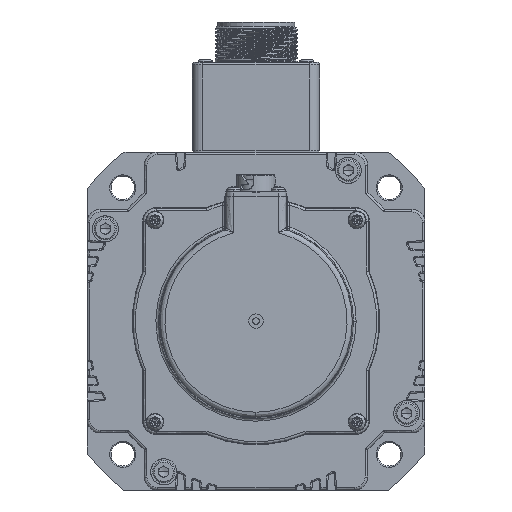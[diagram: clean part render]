
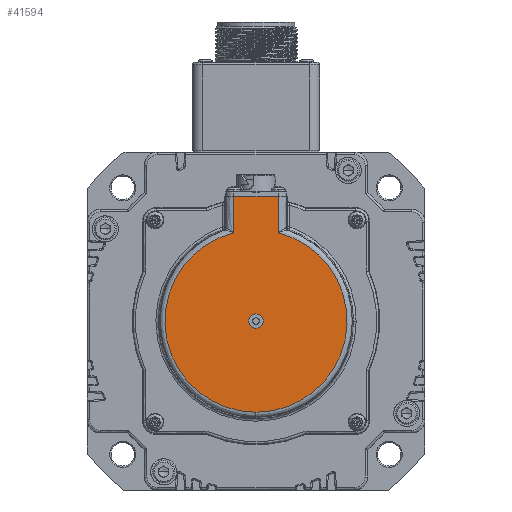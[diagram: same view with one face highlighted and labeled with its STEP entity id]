
A CAD part, front view. The second image highlights one B-rep face of the part: STEP entity #41594.
In plain terms, the highlighted planar face has unit normal (0, -1, 0).
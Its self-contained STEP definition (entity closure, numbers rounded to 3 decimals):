
#40535=CARTESIAN_POINT('',(8.617,-53.5,-31.02));
#40536=VERTEX_POINT('',#40535);
#40614=CARTESIAN_POINT('',(0.,-53.5,-100.056));
#40615=VERTEX_POINT('',#40614);
#40616=CARTESIAN_POINT('',(0.,-53.5,-65.));
#40617=DIRECTION('',(0.246,0.,0.969));
#40618=DIRECTION('',(0.,1.,0.));
#40619=AXIS2_PLACEMENT_3D('',#40616,#40618,#40617);
#40620=CIRCLE('',#40619,35.056);
#40621=EDGE_CURVE('',#40536,#40615,#40620,.T.);
#40689=CARTESIAN_POINT('',(-8.617,-53.5,-31.02));
#40690=VERTEX_POINT('',#40689);
#40691=CARTESIAN_POINT('',(0.,-53.5,-65.));
#40692=DIRECTION('',(0.,0.,-1.));
#40693=DIRECTION('',(0.,1.,0.));
#40694=AXIS2_PLACEMENT_3D('',#40691,#40693,#40692);
#40695=CIRCLE('',#40694,35.056);
#40696=EDGE_CURVE('',#40615,#40690,#40695,.T.);
#40729=CARTESIAN_POINT('',(0.,-53.5,-62.25));
#40730=VERTEX_POINT('',#40729);
#40737=CARTESIAN_POINT('',(0.,-53.5,-65.));
#40738=DIRECTION('',(0.,0.,1.));
#40739=DIRECTION('',(0.,-1.,0.));
#40740=AXIS2_PLACEMENT_3D('',#40737,#40739,#40738);
#40741=CIRCLE('',#40740,2.75);
#40742=EDGE_CURVE('',#40730,#40730,#40741,.T.);
#41539=CARTESIAN_POINT('',(8.617,-53.5,-17.));
#41540=VERTEX_POINT('',#41539);
#41541=CARTESIAN_POINT('',(8.617,-53.5,-17.));
#41542=DIRECTION('',(0.,0.,-1.));
#41543=VECTOR('',#41542,14.02);
#41544=LINE('',#41541,#41543);
#41545=EDGE_CURVE('',#41540,#40536,#41544,.T.);
#41567=CARTESIAN_POINT('',(0.,-53.5,-65.));
#41568=DIRECTION('',(0.,0.,-1.));
#41569=DIRECTION('',(0.,-1.,0.));
#41570=AXIS2_PLACEMENT_3D('',#41567,#41569,#41568);
#41571=PLANE('',#41570);
#41572=ORIENTED_EDGE('',*,*,#40696,.F.);
#41573=ORIENTED_EDGE('',*,*,#40621,.F.);
#41574=ORIENTED_EDGE('',*,*,#41545,.F.);
#41575=CARTESIAN_POINT('',(-8.617,-53.5,-17.));
#41576=VERTEX_POINT('',#41575);
#41577=CARTESIAN_POINT('',(8.617,-53.5,-17.));
#41578=DIRECTION('',(-1.,0.,0.));
#41579=VECTOR('',#41578,17.234);
#41580=LINE('',#41577,#41579);
#41581=EDGE_CURVE('',#41540,#41576,#41580,.T.);
#41582=ORIENTED_EDGE('',*,*,#41581,.T.);
#41583=CARTESIAN_POINT('',(-8.617,-53.5,-17.));
#41584=DIRECTION('',(0.,0.,-1.));
#41585=VECTOR('',#41584,14.02);
#41586=LINE('',#41583,#41585);
#41587=EDGE_CURVE('',#41576,#40690,#41586,.T.);
#41588=ORIENTED_EDGE('',*,*,#41587,.T.);
#41589=EDGE_LOOP('',(#41572,#41573,#41574,#41582,#41588));
#41590=FACE_OUTER_BOUND('',#41589,.T.);
#41591=ORIENTED_EDGE('',*,*,#40742,.F.);
#41592=EDGE_LOOP('',(#41591));
#41593=FACE_BOUND('',#41592,.T.);
#41594=ADVANCED_FACE('',(#41590,#41593),#41571,.T.);
